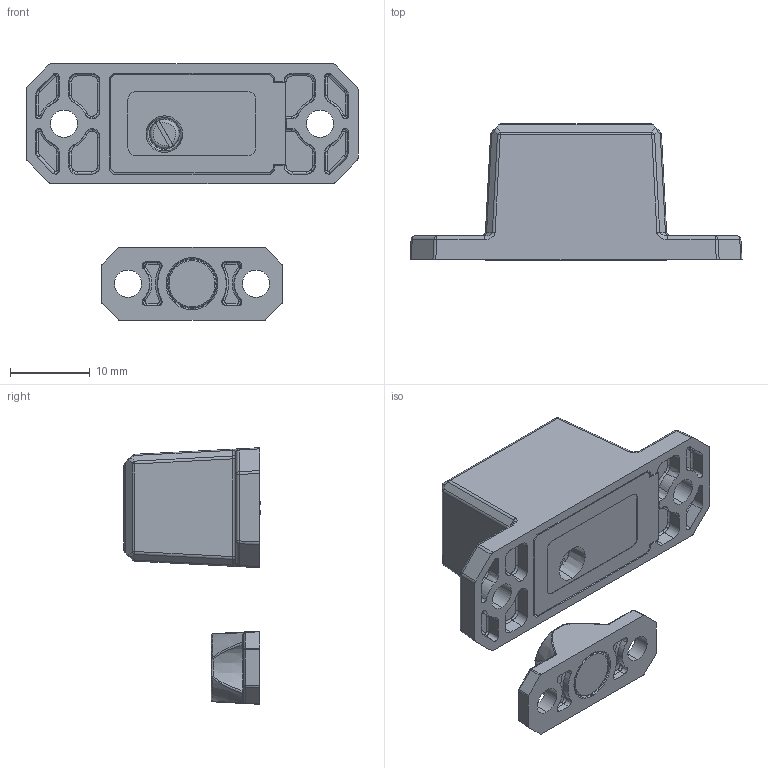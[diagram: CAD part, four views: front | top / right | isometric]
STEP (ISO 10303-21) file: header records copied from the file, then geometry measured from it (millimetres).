
FILE_DESCRIPTION (( 'STEP AP203' ), '1' );
FILE_NAME ('REV-31-1462.STEP', '2021-01-04T19:59:24', ( '' ), ( '' ), 'SwSTEP 2.0', 'SolidWorks 2019', '' );
FILE_SCHEMA (( 'CONFIG_CONTROL_DESIGN' ));
Length unit declared in the file: millimetre
Products named in the file (16): REV-40-1465; cheese slotted head_ks_KS 1021 CS - M2 x 12-N; S4B-PH-K-S; REV-31-1462_ELECTRICAL-BOARD; 0402c_2320560; hall effect switch v2; REV-40-1467; 6mm X 5mm magnet; REV-40-1466; REV-31-1462; SOT 23-5; hall effect switch assembly; Hall Sensor DIP; REV-40-1467 Assembly; 0402r_1430758; APTD3216
Assembly tree (21 placements, depth 4):
  REV-31-1462
    REV-40-1467 Assembly
      REV-40-1467
      6mm X 5mm magnet
    hall effect switch assembly
      REV-40-1465
      hall effect switch v2
        0402c_2320560  x4
        APTD3216
        S4B-PH-K-S
        SOT 23-5
        0402r_1430758  x3
        Hall Sensor DIP  x2
        REV-31-1462_ELECTRICAL-BOARD
      REV-40-1466
      cheese slotted head_ks_KS 1021 CS - M2 x 12-N
Bounding box: 41.5 x 17 x 32.07 mm (x, y, z)
Volume: 3939.3 mm3; surface area: 6735.6 mm2
Topology: 26 solids, 26 shells, 1362 faces, 3490 edges, 2190 vertices
Faces by surface type: plane 765, bspline 255, cylinder 194, torus 72, sphere 42, cone 34
Entity records: 47037 total; most frequent: CARTESIAN_POINT 17786, ORIENTED_EDGE 6170, DIRECTION 4939, EDGE_CURVE 3085, VERTEX_POINT 1944, VECTOR 1863, LINE 1863, AXIS2_PLACEMENT_3D 1538
